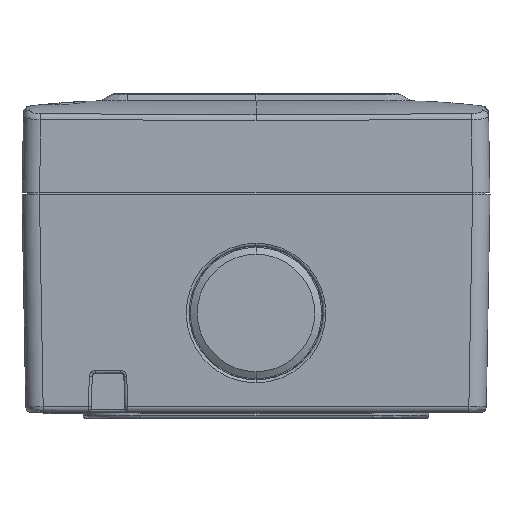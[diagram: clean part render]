
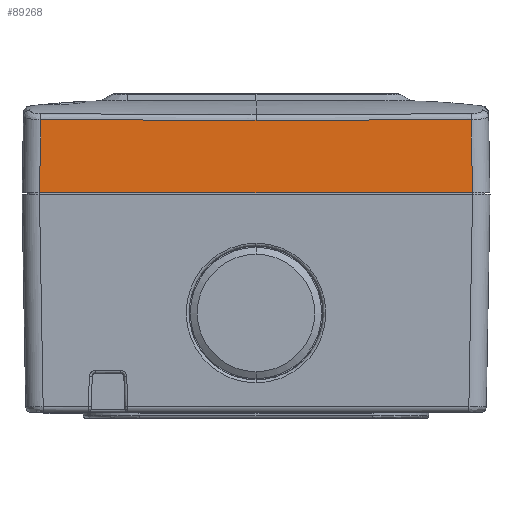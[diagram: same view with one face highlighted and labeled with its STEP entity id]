
A CAD part, front view. The second image highlights one B-rep face of the part: STEP entity #89268.
In plain terms, the highlighted planar face has unit normal (0, -1, 0.018).
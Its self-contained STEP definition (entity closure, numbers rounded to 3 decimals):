
#764 = DIRECTION ( 'NONE',  ( 0.017, -0.017, -1. ) ) ;
#1097 = CARTESIAN_POINT ( 'NONE',  ( 18.616, -40.03, 4.021 ) ) ;
#1402 = CARTESIAN_POINT ( 'NONE',  ( 16.361, -40.03, 4.016 ) ) ;
#3390 = CARTESIAN_POINT ( 'NONE',  ( -25.668, -40.031, 3.977 ) ) ;
#4262 = LINE ( 'NONE', #7020, #83076 ) ;
#7020 = CARTESIAN_POINT ( 'NONE',  ( -24.2, -40.248, -8.5 ) ) ;
#11276 = DIRECTION ( 'NONE',  ( 0.017, 0.017, 1. ) ) ;
#15877 = CARTESIAN_POINT ( 'NONE',  ( -48.265, -40.03, 4.029 ) ) ;
#17383 = CARTESIAN_POINT ( 'NONE',  ( -44.59, -40.03, 4.029 ) ) ;
#18180 = DIRECTION ( 'NONE',  ( 0., 0.017, 1. ) ) ;
#18497 = PLANE ( 'NONE',  #81158 ) ;
#18499 = EDGE_LOOP ( 'NONE', ( #69933, #91426, #46765, #47518, #47628 ) ) ;
#21593 = CARTESIAN_POINT ( 'NONE',  ( 25.274, -40.03, 4.029 ) ) ;
#25112 = CARTESIAN_POINT ( 'NONE',  ( -42.534, -40.03, 4.025 ) ) ;
#25209 = CARTESIAN_POINT ( 'NONE',  ( -47.798, -39.563, 30.782 ) ) ;
#25413 = CARTESIAN_POINT ( 'NONE',  ( -48.265, -40.03, 4.029 ) ) ;
#26501 = CARTESIAN_POINT ( 'NONE',  ( -11.25, -40.031, 3.955 ) ) ;
#26633 = VERTEX_POINT ( 'NONE', #45569 ) ;
#28102 = CARTESIAN_POINT ( 'NONE',  ( -11.25, -40.031, 3.955 ) ) ;
#37221 = VECTOR ( 'NONE', #11276, 1000. ) ;
#38498 = CARTESIAN_POINT ( 'NONE',  ( -17.937, -40.031, 3.963 ) ) ;
#38688 = FACE_OUTER_BOUND ( 'NONE', #18499, .T. ) ;
#38787 = CARTESIAN_POINT ( 'NONE',  ( -37.805, -40.03, 4.012 ) ) ;
#39293 = DIRECTION ( 'NONE',  ( 0., 1., -0.017 ) ) ;
#42721 = CARTESIAN_POINT ( 'NONE',  ( 25.765, -40.03, 4.029 ) ) ;
#43201 = EDGE_CURVE ( 'NONE', #85089, #26633, #86067, .T. ) ;
#43647 = CARTESIAN_POINT ( 'NONE',  ( 20.677, -40.03, 4.027 ) ) ;
#45569 = CARTESIAN_POINT ( 'NONE',  ( 25.765, -40.03, 4.029 ) ) ;
#45956 = CARTESIAN_POINT ( 'NONE',  ( -35.122, -40.03, 4.004 ) ) ;
#46573 = CARTESIAN_POINT ( 'NONE',  ( -29.073, -40.03, 3.985 ) ) ;
#46765 = ORIENTED_EDGE ( 'NONE', *, *, #43201, .F. ) ;
#47518 = ORIENTED_EDGE ( 'NONE', *, *, #48669, .F. ) ;
#47628 = ORIENTED_EDGE ( 'NONE', *, *, #76545, .F. ) ;
#48669 = EDGE_CURVE ( 'NONE', #49790, #85089, #89980, .T. ) ;
#49575 = CARTESIAN_POINT ( 'NONE',  ( -9.648, -40.031, 3.957 ) ) ;
#49790 = VERTEX_POINT ( 'NONE', #15877 ) ;
#50164 = CARTESIAN_POINT ( 'NONE',  ( 22.546, -40.03, 4.029 ) ) ;
#50525 = VERTEX_POINT ( 'NONE', #53219 ) ;
#53073 = CARTESIAN_POINT ( 'NONE',  ( -11.25, -40.031, 3.955 ) ) ;
#53219 = CARTESIAN_POINT ( 'NONE',  ( -48.484, -40.248, -8.5 ) ) ;
#55462 = CARTESIAN_POINT ( 'NONE',  ( -2.338, -40.031, 3.967 ) ) ;
#56971 = CARTESIAN_POINT ( 'NONE',  ( 13.9, -40.03, 4.008 ) ) ;
#62890 = CARTESIAN_POINT ( 'NONE',  ( 5.086, -40.031, 3.981 ) ) ;
#64393 = CARTESIAN_POINT ( 'NONE',  ( 8.291, -40.03, 3.99 ) ) ;
#64695 = CARTESIAN_POINT ( 'NONE',  ( 11.218, -40.03, 3.999 ) ) ;
#66978 = CARTESIAN_POINT ( 'NONE',  ( -12.059, -40.031, 3.956 ) ) ;
#69933 = ORIENTED_EDGE ( 'NONE', *, *, #73329, .F. ) ;
#70871 = CARTESIAN_POINT ( 'NONE',  ( 25.984, -40.248, -8.5 ) ) ;
#71205 = CARTESIAN_POINT ( 'NONE',  ( 24.222, -40.03, 4.028 ) ) ;
#73329 = EDGE_CURVE ( 'NONE', #76310, #50525, #4262, .T. ) ;
#73838 = CARTESIAN_POINT ( 'NONE',  ( -47.682, -40.03, 4.029 ) ) ;
#74378 = EDGE_CURVE ( 'NONE', #26633, #76310, #88623, .T. ) ;
#74435 = CARTESIAN_POINT ( 'NONE',  ( -32.217, -40.03, 3.994 ) ) ;
#74736 = CARTESIAN_POINT ( 'NONE',  ( -40.272, -40.03, 4.019 ) ) ;
#75214 = VECTOR ( 'NONE', #764, 1000. ) ;
#75248 = CARTESIAN_POINT ( 'NONE',  ( -24.2, -40.028, 4.137 ) ) ;
#76310 = VERTEX_POINT ( 'NONE', #70871 ) ;
#76539 = CARTESIAN_POINT ( 'NONE',  ( -6.631, -40.031, 3.96 ) ) ;
#76545 = EDGE_CURVE ( 'NONE', #50525, #49790, #87218, .T. ) ;
#81158 = AXIS2_PLACEMENT_3D ( 'NONE', #75248, #39293, #18180 ) ;
#81865 = CARTESIAN_POINT ( 'NONE',  ( -46.479, -40.03, 4.028 ) ) ;
#83076 = VECTOR ( 'NONE', #85222, 1000. ) ;
#85089 = VERTEX_POINT ( 'NONE', #26501 ) ;
#85222 = DIRECTION ( 'NONE',  ( -1., 0., 0. ) ) ;
#85800 = CARTESIAN_POINT ( 'NONE',  ( 25.765, -40.03, 4.029 ) ) ;
#86067 =( BOUNDED_CURVE ( )  B_SPLINE_CURVE ( 3, ( #28102, #92084, #49575, #76539, #55462, #91168, #62890, #64393, #64695, #56971, #1402, #1097, #43647, #50164, #71205, #21593, #42721 ),
 .UNSPECIFIED., .F., .F. ) 
 B_SPLINE_CURVE_WITH_KNOTS ( ( 4, 1, 1, 1, 1, 1, 1, 1, 1, 1, 1, 1, 1, 1, 4 ),
 ( 0., 0.001, 0.128, 0.244, 0.349, 0.444, 0.53, 0.609, 0.681, 0.748, 0.809, 0.864, 0.915, 0.96, 1. ),
 .UNSPECIFIED. ) 
 CURVE ( )  GEOMETRIC_REPRESENTATION_ITEM ( )  RATIONAL_B_SPLINE_CURVE ( ( 1.11, 1.11, 1.11, 1.11, 1.11, 1.11, 1.11, 1.11, 1.11, 1.11, 1.11, 1.11, 1.11, 1.11, 1.11, 1.11, 1.11 ) ) 
 REPRESENTATION_ITEM ( '' )  );
#87218 = LINE ( 'NONE', #25209, #37221 ) ;
#88167 = CARTESIAN_POINT ( 'NONE',  ( -14.327, -40.031, 3.958 ) ) ;
#88623 = LINE ( 'NONE', #85800, #75214 ) ;
#89068 = CARTESIAN_POINT ( 'NONE',  ( -21.967, -40.031, 3.97 ) ) ;
#89268 = ADVANCED_FACE ( 'NONE', ( #38688 ), #18497, .F. ) ;
#89980 =( BOUNDED_CURVE ( )  B_SPLINE_CURVE ( 3, ( #25413, #73838, #81865, #17383, #25112, #74736, #38787, #45956, #74435, #46573, #3390, #89068, #38498, #88167, #66978, #53073 ),
 .UNSPECIFIED., .F., .F. ) 
 B_SPLINE_CURVE_WITH_KNOTS ( ( 4, 1, 1, 1, 1, 1, 1, 1, 1, 1, 1, 1, 1, 4 ),
 ( 0., 0.047, 0.097, 0.153, 0.214, 0.281, 0.353, 0.431, 0.516, 0.608, 0.707, 0.816, 0.934, 1. ),
 .UNSPECIFIED. ) 
 CURVE ( )  GEOMETRIC_REPRESENTATION_ITEM ( )  RATIONAL_B_SPLINE_CURVE ( ( 1.11, 1.11, 1.11, 1.11, 1.11, 1.11, 1.11, 1.11, 1.11, 1.11, 1.11, 1.11, 1.11, 1.11, 1.11, 1.11 ) ) 
 REPRESENTATION_ITEM ( '' )  );
#91168 = CARTESIAN_POINT ( 'NONE',  ( 1.558, -40.031, 3.973 ) ) ;
#91426 = ORIENTED_EDGE ( 'NONE', *, *, #74378, .F. ) ;
#92084 = CARTESIAN_POINT ( 'NONE',  ( -11.233, -40.031, 3.955 ) ) ;
